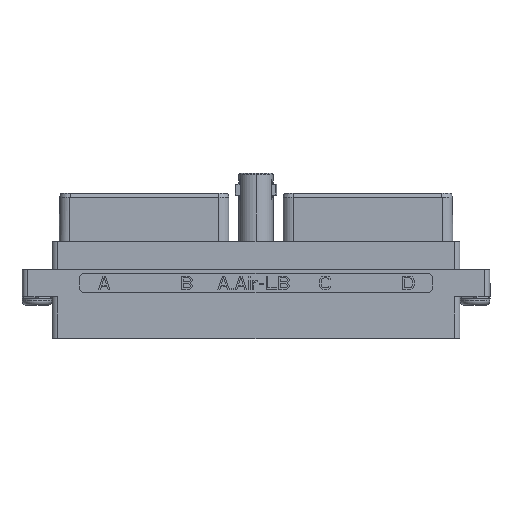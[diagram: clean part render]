
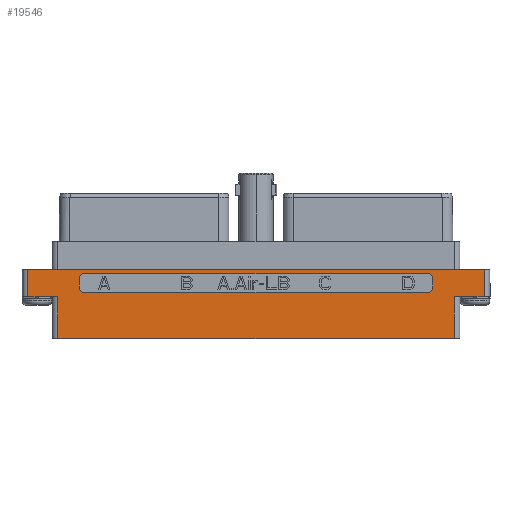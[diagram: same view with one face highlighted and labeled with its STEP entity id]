
A CAD part, top view. The second image highlights one B-rep face of the part: STEP entity #19546.
In plain terms, the highlighted planar face has unit normal (0, 0, 1).
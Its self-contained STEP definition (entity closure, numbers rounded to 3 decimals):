
#27=DIRECTION('',(-1.,0.,0.));
#28=VECTOR('',#27,83.86);
#29=CARTESIAN_POINT('',(41.93,-5.135,7.965));
#30=LINE('',#29,#28);
#98=DIRECTION('',(0.,-1.,0.));
#99=VECTOR('',#98,4.99);
#100=CARTESIAN_POINT('',(41.93,-5.135,7.965));
#101=LINE('',#100,#99);
#256=DIRECTION('',(1.,0.,0.));
#257=VECTOR('',#256,5.48);
#258=CARTESIAN_POINT('',(36.45,-10.125,7.965));
#259=LINE('',#258,#257);
#695=DIRECTION('',(1.,0.,0.));
#696=VECTOR('',#695,5.48);
#697=CARTESIAN_POINT('',(-41.93,-10.125,7.965));
#698=LINE('',#697,#696);
#967=DIRECTION('',(0.,-1.,0.));
#968=VECTOR('',#967,4.99);
#969=CARTESIAN_POINT('',(-41.93,-5.135,7.965));
#970=LINE('',#969,#968);
#985=CARTESIAN_POINT('',(-31.5,-6.86,7.965));
#986=DIRECTION('',(0.,0.,1.));
#987=DIRECTION('',(0.,1.,0.));
#988=AXIS2_PLACEMENT_3D('',#985,#986,#987);
#990=DIRECTION('',(0.,-1.,0.));
#991=VECTOR('',#990,1.5);
#992=CARTESIAN_POINT('',(-32.485,-6.86,7.965));
#993=LINE('',#992,#991);
#994=CARTESIAN_POINT('',(-31.5,-8.36,7.965));
#995=DIRECTION('',(0.,0.,1.));
#996=DIRECTION('',(-1.,0.,0.));
#997=AXIS2_PLACEMENT_3D('',#994,#995,#996);
#999=DIRECTION('',(1.,0.,0.));
#1000=VECTOR('',#999,63.);
#1001=CARTESIAN_POINT('',(-31.5,-9.345,7.965));
#1002=LINE('',#1001,#1000);
#1003=CARTESIAN_POINT('',(31.5,-8.36,7.965));
#1004=DIRECTION('',(0.,0.,1.));
#1005=DIRECTION('',(0.,-1.,0.));
#1006=AXIS2_PLACEMENT_3D('',#1003,#1004,#1005);
#1008=DIRECTION('',(0.,1.,0.));
#1009=VECTOR('',#1008,1.5);
#1010=CARTESIAN_POINT('',(32.485,-8.36,7.965));
#1011=LINE('',#1010,#1009);
#1012=CARTESIAN_POINT('',(31.5,-6.86,7.965));
#1013=DIRECTION('',(0.,0.,1.));
#1014=DIRECTION('',(1.,0.,0.));
#1015=AXIS2_PLACEMENT_3D('',#1012,#1013,#1014);
#1017=DIRECTION('',(-1.,0.,0.));
#1018=VECTOR('',#1017,63.);
#1019=CARTESIAN_POINT('',(31.5,-5.875,7.965));
#1020=LINE('',#1019,#1018);
#1030=DIRECTION('',(0.,-1.,0.));
#1031=VECTOR('',#1030,7.7);
#1032=CARTESIAN_POINT('',(36.45,-10.125,7.965));
#1033=LINE('',#1032,#1031);
#1056=DIRECTION('',(1.,0.,0.));
#1057=VECTOR('',#1056,72.9);
#1058=CARTESIAN_POINT('',(-36.45,-17.825,7.965));
#1059=LINE('',#1058,#1057);
#1089=DIRECTION('',(0.,-1.,0.));
#1090=VECTOR('',#1089,7.7);
#1091=CARTESIAN_POINT('',(-36.45,-10.125,7.965));
#1092=LINE('',#1091,#1090);
#15822=CARTESIAN_POINT('',(41.93,-10.125,7.965));
#15823=VERTEX_POINT('',#15822);
#15824=CARTESIAN_POINT('',(41.93,-5.135,7.965));
#15825=VERTEX_POINT('',#15824);
#15838=CARTESIAN_POINT('',(36.45,-17.825,7.965));
#15839=VERTEX_POINT('',#15838);
#15840=CARTESIAN_POINT('',(36.45,-10.125,7.965));
#15841=VERTEX_POINT('',#15840);
#15850=CARTESIAN_POINT('',(-36.45,-10.125,7.965));
#15851=CARTESIAN_POINT('',(-36.45,-17.825,7.965));
#15852=VERTEX_POINT('',#15850);
#15853=VERTEX_POINT('',#15851);
#15858=CARTESIAN_POINT('',(-41.93,-5.135,7.965));
#15859=CARTESIAN_POINT('',(-41.93,-10.125,7.965));
#15860=VERTEX_POINT('',#15858);
#15861=VERTEX_POINT('',#15859);
#16026=CARTESIAN_POINT('',(-31.5,-5.875,7.965));
#16027=CARTESIAN_POINT('',(-32.485,-6.86,7.965));
#16028=VERTEX_POINT('',#16026);
#16029=VERTEX_POINT('',#16027);
#16030=CARTESIAN_POINT('',(-32.485,-8.36,7.965));
#16031=VERTEX_POINT('',#16030);
#16032=CARTESIAN_POINT('',(-31.5,-9.345,7.965));
#16033=VERTEX_POINT('',#16032);
#16034=CARTESIAN_POINT('',(31.5,-9.345,7.965));
#16035=VERTEX_POINT('',#16034);
#16036=CARTESIAN_POINT('',(32.485,-8.36,7.965));
#16037=VERTEX_POINT('',#16036);
#16038=CARTESIAN_POINT('',(32.485,-6.86,7.965));
#16039=VERTEX_POINT('',#16038);
#16040=CARTESIAN_POINT('',(31.5,-5.875,7.965));
#16041=VERTEX_POINT('',#16040);
#19510=CARTESIAN_POINT('',(-42.93,-5.15,7.965));
#19511=DIRECTION('',(0.,0.,1.));
#19512=DIRECTION('',(1.,0.,0.));
#19513=AXIS2_PLACEMENT_3D('',#19510,#19511,#19512);
#19514=PLANE('',#19513);
#19515=ORIENTED_EDGE('',*,*,#18876,.T.);
#19516=ORIENTED_EDGE('',*,*,#19018,.F.);
#19518=ORIENTED_EDGE('',*,*,#19517,.T.);
#19520=ORIENTED_EDGE('',*,*,#19519,.F.);
#19522=ORIENTED_EDGE('',*,*,#19521,.F.);
#19523=ORIENTED_EDGE('',*,*,#19338,.F.);
#19524=ORIENTED_EDGE('',*,*,#19502,.F.);
#19525=ORIENTED_EDGE('',*,*,#18806,.F.);
#19526=EDGE_LOOP('',(#19515,#19516,#19518,#19520,#19522,#19523,#19524,#19525));
#19527=FACE_OUTER_BOUND('',#19526,.F.);
#19529=ORIENTED_EDGE('',*,*,#19528,.T.);
#19531=ORIENTED_EDGE('',*,*,#19530,.T.);
#19533=ORIENTED_EDGE('',*,*,#19532,.T.);
#19535=ORIENTED_EDGE('',*,*,#19534,.T.);
#19537=ORIENTED_EDGE('',*,*,#19536,.T.);
#19539=ORIENTED_EDGE('',*,*,#19538,.T.);
#19541=ORIENTED_EDGE('',*,*,#19540,.T.);
#19543=ORIENTED_EDGE('',*,*,#19542,.T.);
#19544=EDGE_LOOP('',(#19529,#19531,#19533,#19535,#19537,#19539,#19541,#19543));
#19545=FACE_BOUND('',#19544,.F.);
#19546=ADVANCED_FACE('',(#19527,#19545),#19514,.T.);
#989=CIRCLE('',#988,0.985);
#998=CIRCLE('',#997,0.985);
#1007=CIRCLE('',#1006,0.985);
#1016=CIRCLE('',#1015,0.985);
#18806=EDGE_CURVE('',#15825,#15860,#30,.T.);
#18876=EDGE_CURVE('',#15825,#15823,#101,.T.);
#19018=EDGE_CURVE('',#15841,#15823,#259,.T.);
#19338=EDGE_CURVE('',#15861,#15852,#698,.T.);
#19502=EDGE_CURVE('',#15860,#15861,#970,.T.);
#19517=EDGE_CURVE('',#15841,#15839,#1033,.T.);
#19519=EDGE_CURVE('',#15853,#15839,#1059,.T.);
#19521=EDGE_CURVE('',#15852,#15853,#1092,.T.);
#19528=EDGE_CURVE('',#16028,#16029,#989,.T.);
#19530=EDGE_CURVE('',#16029,#16031,#993,.T.);
#19532=EDGE_CURVE('',#16031,#16033,#998,.T.);
#19534=EDGE_CURVE('',#16033,#16035,#1002,.T.);
#19536=EDGE_CURVE('',#16035,#16037,#1007,.T.);
#19538=EDGE_CURVE('',#16037,#16039,#1011,.T.);
#19540=EDGE_CURVE('',#16039,#16041,#1016,.T.);
#19542=EDGE_CURVE('',#16041,#16028,#1020,.T.);
